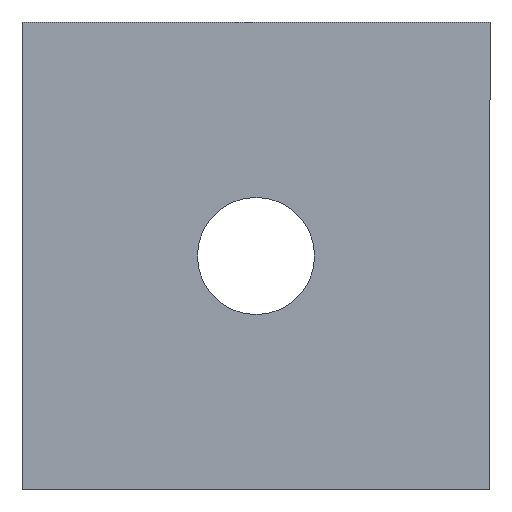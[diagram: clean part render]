
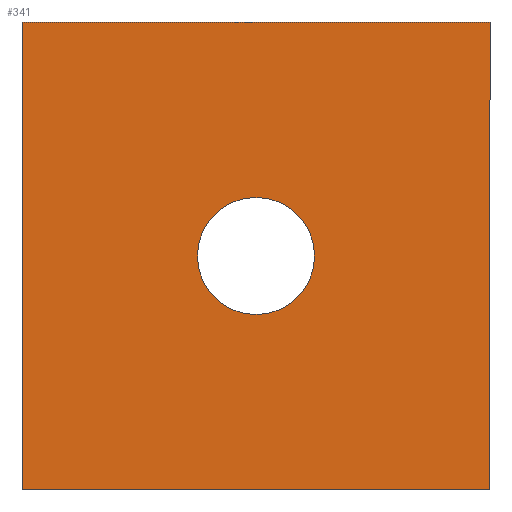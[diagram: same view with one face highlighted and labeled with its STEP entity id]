
A CAD part, front view. The second image highlights one B-rep face of the part: STEP entity #341.
In plain terms, the highlighted planar face has unit normal (0, -1, 0).
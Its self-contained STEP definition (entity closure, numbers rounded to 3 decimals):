
#16 = DIRECTION ( 'NONE',  ( 0., 1., 0. ) ) ;
#26 = ORIENTED_EDGE ( 'NONE', *, *, #226, .T. ) ;
#29 = LINE ( 'NONE', #144, #38 ) ;
#37 = EDGE_CURVE ( 'NONE', #142, #315, #70, .T. ) ;
#38 = VECTOR ( 'NONE', #174, 1000. ) ;
#39 = VERTEX_POINT ( 'NONE', #277 ) ;
#45 = EDGE_CURVE ( 'NONE', #39, #142, #324, .T. ) ;
#48 = CARTESIAN_POINT ( 'NONE',  ( 0., -2., 2.25 ) ) ;
#67 = FACE_OUTER_BOUND ( 'NONE', #188, .T. ) ;
#70 = LINE ( 'NONE', #94, #203 ) ;
#87 = EDGE_CURVE ( 'NONE', #315, #337, #29, .T. ) ;
#89 = ORIENTED_EDGE ( 'NONE', *, *, #45, .F. ) ;
#94 = CARTESIAN_POINT ( 'NONE',  ( 9., -2., -9. ) ) ;
#121 = DIRECTION ( 'NONE',  ( 1., 0., 0. ) ) ;
#123 = CARTESIAN_POINT ( 'NONE',  ( 0., -2., 0. ) ) ;
#142 = VERTEX_POINT ( 'NONE', #260 ) ;
#144 = CARTESIAN_POINT ( 'NONE',  ( -9., -2., -9. ) ) ;
#149 = VERTEX_POINT ( 'NONE', #284 ) ;
#153 = AXIS2_PLACEMENT_3D ( 'NONE', #123, #340, #287 ) ;
#159 = PLANE ( 'NONE',  #222 ) ;
#160 = LINE ( 'NONE', #282, #179 ) ;
#161 = VERTEX_POINT ( 'NONE', #48 ) ;
#172 = CARTESIAN_POINT ( 'NONE',  ( 0., -2., 0. ) ) ;
#173 = ORIENTED_EDGE ( 'NONE', *, *, #322, .T. ) ;
#174 = DIRECTION ( 'NONE',  ( -1., 0., 0. ) ) ;
#179 = VECTOR ( 'NONE', #280, 1000. ) ;
#185 = CARTESIAN_POINT ( 'NONE',  ( -9., -2., -9. ) ) ;
#186 = AXIS2_PLACEMENT_3D ( 'NONE', #172, #16, #233 ) ;
#188 = EDGE_LOOP ( 'NONE', ( #298, #243, #325, #89 ) ) ;
#203 = VECTOR ( 'NONE', #276, 1000. ) ;
#210 = EDGE_CURVE ( 'NONE', #337, #39, #160, .T. ) ;
#222 = AXIS2_PLACEMENT_3D ( 'NONE', #223, #245, #273 ) ;
#223 = CARTESIAN_POINT ( 'NONE',  ( 0., -2., 0. ) ) ;
#226 = EDGE_CURVE ( 'NONE', #161, #149, #237, .T. ) ;
#230 = EDGE_LOOP ( 'NONE', ( #26, #173 ) ) ;
#231 = CARTESIAN_POINT ( 'NONE',  ( -9., -2., 9. ) ) ;
#233 = DIRECTION ( 'NONE',  ( 0., 0., 1. ) ) ;
#237 = CIRCLE ( 'NONE', #186, 2.25 ) ;
#243 = ORIENTED_EDGE ( 'NONE', *, *, #87, .F. ) ;
#245 = DIRECTION ( 'NONE',  ( 0., 1., 0. ) ) ;
#260 = CARTESIAN_POINT ( 'NONE',  ( 9., -2., 9. ) ) ;
#266 = CARTESIAN_POINT ( 'NONE',  ( 9., -2., -9. ) ) ;
#273 = DIRECTION ( 'NONE',  ( 0., 0., 1. ) ) ;
#276 = DIRECTION ( 'NONE',  ( 0., 0., -1. ) ) ;
#277 = CARTESIAN_POINT ( 'NONE',  ( -9., -2., 9. ) ) ;
#280 = DIRECTION ( 'NONE',  ( 0., 0., 1. ) ) ;
#282 = CARTESIAN_POINT ( 'NONE',  ( -9., -2., -9. ) ) ;
#284 = CARTESIAN_POINT ( 'NONE',  ( 0., -2., -2.25 ) ) ;
#287 = DIRECTION ( 'NONE',  ( 0., 0., 1. ) ) ;
#298 = ORIENTED_EDGE ( 'NONE', *, *, #210, .F. ) ;
#310 = CIRCLE ( 'NONE', #153, 2.25 ) ;
#315 = VERTEX_POINT ( 'NONE', #266 ) ;
#322 = EDGE_CURVE ( 'NONE', #149, #161, #310, .T. ) ;
#324 = LINE ( 'NONE', #231, #327 ) ;
#325 = ORIENTED_EDGE ( 'NONE', *, *, #37, .F. ) ;
#326 = FACE_BOUND ( 'NONE', #230, .T. ) ;
#327 = VECTOR ( 'NONE', #121, 1000. ) ;
#337 = VERTEX_POINT ( 'NONE', #185 ) ;
#340 = DIRECTION ( 'NONE',  ( 0., 1., 0. ) ) ;
#341 = ADVANCED_FACE ( 'NONE', ( #326, #67 ), #159, .F. ) ;
